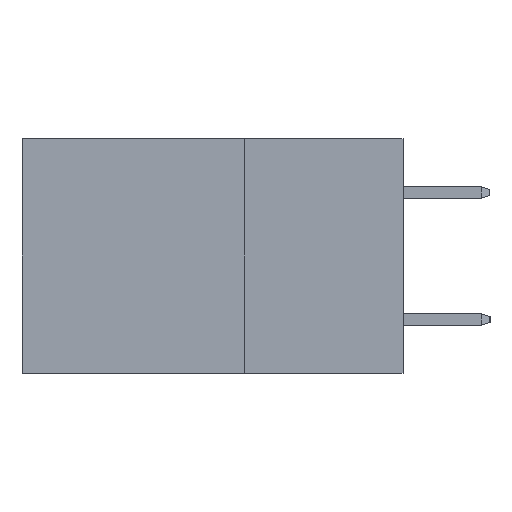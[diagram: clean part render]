
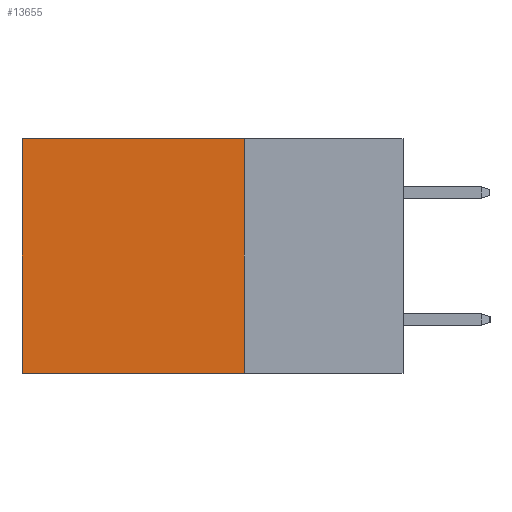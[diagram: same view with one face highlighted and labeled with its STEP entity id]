
A CAD part, left-side view. The second image highlights one B-rep face of the part: STEP entity #13655.
In plain terms, the highlighted planar face has unit normal (-1, 0, 0).
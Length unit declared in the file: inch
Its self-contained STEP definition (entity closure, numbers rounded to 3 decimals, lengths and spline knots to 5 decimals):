
#181 = AXIS2_PLACEMENT_3D ( 'NONE', #1868, #6516, #5002 ) ;
#260 = VECTOR ( 'NONE', #5659, 39.37008 ) ;
#503 = EDGE_CURVE ( 'NONE', #10691, #1629, #3672, .T. ) ;
#1509 = ORIENTED_EDGE ( 'NONE', *, *, #17910, .F. ) ;
#1629 = VERTEX_POINT ( 'NONE', #16490 ) ;
#1868 = CARTESIAN_POINT ( 'NONE',  ( 0.2875, 0.25, 0. ) ) ;
#3672 = LINE ( 'NONE', #6814, #15476 ) ;
#4279 = VERTEX_POINT ( 'NONE', #16879 ) ;
#5002 = DIRECTION ( 'NONE',  ( 0., 0., -1. ) ) ;
#5659 = DIRECTION ( 'NONE',  ( 0., 0., -1. ) ) ;
#5673 = CARTESIAN_POINT ( 'NONE',  ( 0.2875, 0.25, -0.37 ) ) ;
#6516 = DIRECTION ( 'NONE',  ( 1., 0., 0. ) ) ;
#6814 = CARTESIAN_POINT ( 'NONE',  ( 0.2875, 0.6, 0. ) ) ;
#7851 = FACE_OUTER_BOUND ( 'NONE', #11956, .T. ) ;
#7942 = PLANE ( 'NONE',  #181 ) ;
#8038 = VECTOR ( 'NONE', #12253, 39.37008 ) ;
#8083 = CARTESIAN_POINT ( 'NONE',  ( 0.2875, 0.25, 0. ) ) ;
#8868 = DIRECTION ( 'NONE',  ( 0., 1., 0. ) ) ;
#9371 = DIRECTION ( 'NONE',  ( 0., 0., -1. ) ) ;
#9661 = CARTESIAN_POINT ( 'NONE',  ( 0.2875, 0.6, 0. ) ) ;
#10691 = VERTEX_POINT ( 'NONE', #9661 ) ;
#10722 = EDGE_CURVE ( 'NONE', #4279, #1629, #12874, .T. ) ;
#11956 = EDGE_LOOP ( 'NONE', ( #15762, #13779, #1509, #14026 ) ) ;
#12253 = DIRECTION ( 'NONE',  ( 0., 1., 0. ) ) ;
#12854 = LINE ( 'NONE', #18657, #260 ) ;
#12874 = LINE ( 'NONE', #5673, #17979 ) ;
#13048 = EDGE_CURVE ( 'NONE', #18620, #10691, #15295, .T. ) ;
#13655 = ADVANCED_FACE ( 'NONE', ( #7851 ), #7942, .F. ) ;
#13779 = ORIENTED_EDGE ( 'NONE', *, *, #10722, .F. ) ;
#14026 = ORIENTED_EDGE ( 'NONE', *, *, #13048, .T. ) ;
#15295 = LINE ( 'NONE', #8083, #8038 ) ;
#15387 = CARTESIAN_POINT ( 'NONE',  ( 0.2875, 0.25, 0. ) ) ;
#15476 = VECTOR ( 'NONE', #9371, 39.37008 ) ;
#15762 = ORIENTED_EDGE ( 'NONE', *, *, #503, .T. ) ;
#16490 = CARTESIAN_POINT ( 'NONE',  ( 0.2875, 0.6, -0.37 ) ) ;
#16879 = CARTESIAN_POINT ( 'NONE',  ( 0.2875, 0.25, -0.37 ) ) ;
#17910 = EDGE_CURVE ( 'NONE', #18620, #4279, #12854, .T. ) ;
#17979 = VECTOR ( 'NONE', #8868, 39.37008 ) ;
#18620 = VERTEX_POINT ( 'NONE', #15387 ) ;
#18657 = CARTESIAN_POINT ( 'NONE',  ( 0.2875, 0.25, 0. ) ) ;
